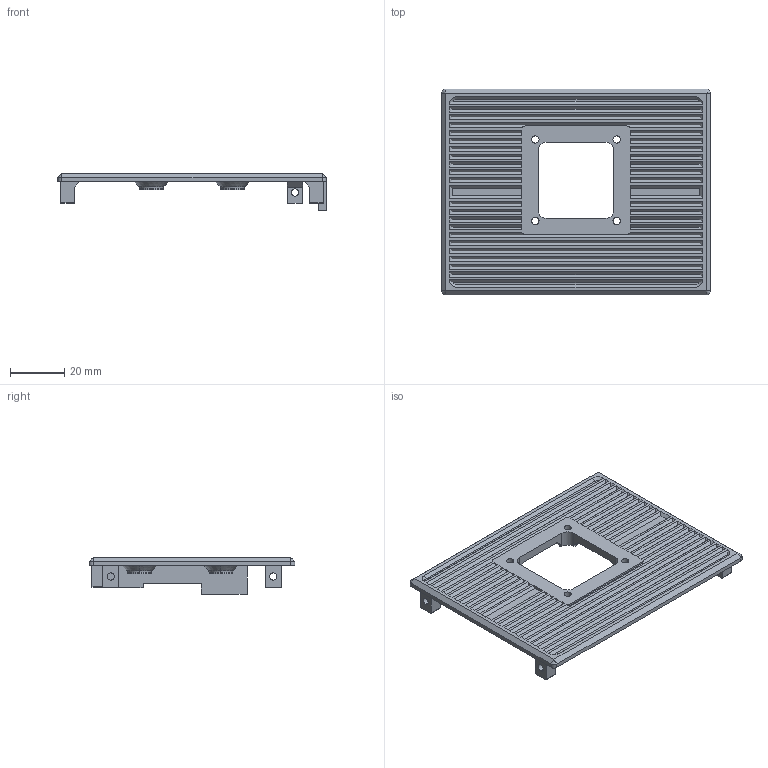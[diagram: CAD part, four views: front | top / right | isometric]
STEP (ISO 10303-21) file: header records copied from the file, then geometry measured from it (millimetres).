
FILE_DESCRIPTION (( 'STEP AP203' ), '1' );
FILE_NAME ('FRONTPLATE001.STEP', '2024-10-11T12:58:30', ( '' ), ( '' ), 'SwSTEP 2.0', 'SolidWorks 2024', '' );
FILE_SCHEMA (( 'CONFIG_CONTROL_DESIGN' ));
Length unit declared in the file: millimetre
Products named in the file (1): FRONTPLATE001
Bounding box: 99 x 76 x 13.6 mm (x, y, z)
Volume: 20960.1 mm3; surface area: 18094.2 mm2
Topology: 1 solids, 1 shells, 278 faces, 687 edges, 446 vertices
Faces by surface type: plane 198, cylinder 48, cone 20, torus 12
Entity records: 8272 total; most frequent: CARTESIAN_POINT 1504, ORIENTED_EDGE 1366, DIRECTION 1349, EDGE_CURVE 683, LINE 527, VECTOR 527, VERTEX_POINT 446, AXIS2_PLACEMENT_3D 411
